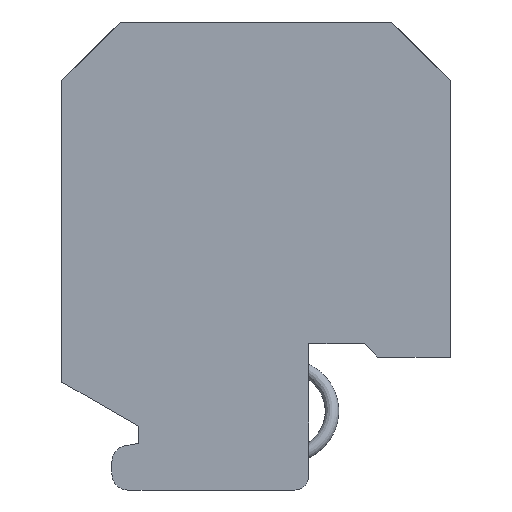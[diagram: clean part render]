
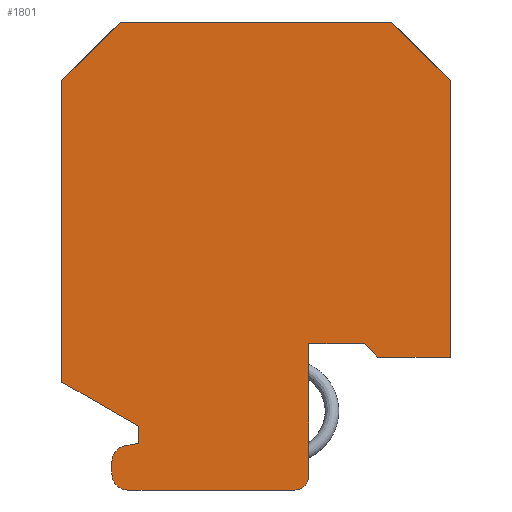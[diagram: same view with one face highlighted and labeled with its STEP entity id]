
A CAD part, left-side view. The second image highlights one B-rep face of the part: STEP entity #1801.
In plain terms, the highlighted planar face has unit normal (-1, 0, 0).
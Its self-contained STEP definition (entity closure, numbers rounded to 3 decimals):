
#34=CIRCLE('',#1878,1.5);
#35=CIRCLE('',#1881,1.5);
#37=CIRCLE('',#1891,1.3);
#336=ORIENTED_EDGE('',*,*,#546,.T.);
#337=ORIENTED_EDGE('',*,*,#556,.F.);
#338=ORIENTED_EDGE('',*,*,#559,.T.);
#339=ORIENTED_EDGE('',*,*,#561,.T.);
#340=ORIENTED_EDGE('',*,*,#563,.T.);
#341=ORIENTED_EDGE('',*,*,#565,.T.);
#342=ORIENTED_EDGE('',*,*,#567,.T.);
#343=ORIENTED_EDGE('',*,*,#568,.T.);
#344=ORIENTED_EDGE('',*,*,#570,.F.);
#345=ORIENTED_EDGE('',*,*,#586,.T.);
#346=ORIENTED_EDGE('',*,*,#588,.T.);
#347=ORIENTED_EDGE('',*,*,#589,.T.);
#348=ORIENTED_EDGE('',*,*,#574,.T.);
#349=ORIENTED_EDGE('',*,*,#576,.T.);
#350=ORIENTED_EDGE('',*,*,#577,.F.);
#351=ORIENTED_EDGE('',*,*,#552,.T.);
#352=ORIENTED_EDGE('',*,*,#551,.F.);
#546=EDGE_CURVE('',#704,#703,#838,.T.);
#551=EDGE_CURVE('',#704,#707,#841,.T.);
#552=EDGE_CURVE('',#708,#707,#842,.T.);
#556=EDGE_CURVE('',#709,#703,#846,.T.);
#559=EDGE_CURVE('',#709,#710,#849,.T.);
#561=EDGE_CURVE('',#710,#711,#851,.T.);
#563=EDGE_CURVE('',#711,#712,#853,.T.);
#565=EDGE_CURVE('',#712,#713,#34,.F.);
#567=EDGE_CURVE('',#713,#714,#856,.T.);
#568=EDGE_CURVE('',#714,#715,#35,.F.);
#570=EDGE_CURVE('',#716,#715,#858,.T.);
#574=EDGE_CURVE('',#717,#718,#862,.T.);
#576=EDGE_CURVE('',#718,#719,#864,.T.);
#577=EDGE_CURVE('',#708,#719,#865,.T.);
#586=EDGE_CURVE('',#716,#723,#37,.F.);
#588=EDGE_CURVE('',#723,#724,#874,.T.);
#589=EDGE_CURVE('',#724,#717,#875,.T.);
#703=VERTEX_POINT('',#2834);
#704=VERTEX_POINT('',#2836);
#707=VERTEX_POINT('',#2844);
#708=VERTEX_POINT('',#2848);
#709=VERTEX_POINT('',#2855);
#710=VERTEX_POINT('',#2859);
#711=VERTEX_POINT('',#2863);
#712=VERTEX_POINT('',#2867);
#713=VERTEX_POINT('',#2871);
#714=VERTEX_POINT('',#2875);
#715=VERTEX_POINT('',#2879);
#716=VERTEX_POINT('',#2883);
#717=VERTEX_POINT('',#2887);
#718=VERTEX_POINT('',#2889);
#719=VERTEX_POINT('',#2893);
#723=VERTEX_POINT('',#2913);
#724=VERTEX_POINT('',#2917);
#838=LINE('',#2835,#999);
#841=LINE('',#2845,#1002);
#842=LINE('',#2847,#1003);
#846=LINE('',#2854,#1007);
#849=LINE('',#2860,#1010);
#851=LINE('',#2864,#1012);
#853=LINE('',#2868,#1014);
#856=LINE('',#2876,#1017);
#858=LINE('',#2882,#1019);
#862=LINE('',#2890,#1023);
#864=LINE('',#2894,#1025);
#865=LINE('',#2896,#1026);
#874=LINE('',#2916,#1035);
#875=LINE('',#2918,#1036);
#999=VECTOR('',#2101,1000.);
#1002=VECTOR('',#2110,1000.);
#1003=VECTOR('',#2113,1000.);
#1007=VECTOR('',#2121,1000.);
#1010=VECTOR('',#2126,1000.);
#1012=VECTOR('',#2130,1000.);
#1014=VECTOR('',#2134,1000.);
#1017=VECTOR('',#2143,1000.);
#1019=VECTOR('',#2151,1000.);
#1023=VECTOR('',#2157,1000.);
#1025=VECTOR('',#2161,1000.);
#1026=VECTOR('',#2164,1000.);
#1035=VECTOR('',#2187,1000.);
#1036=VECTOR('',#2188,1000.);
#1111=EDGE_LOOP('',(#336,#337,#338,#339,#340,#341,#342,#343,#344,#345,#346,
#347,#348,#349,#350,#351,#352));
#1186=FACE_BOUND('',#1111,.T.);
#1249=PLANE('',#1892);
#1801=ADVANCED_FACE('',(#1186),#1249,.F.);
#1878=AXIS2_PLACEMENT_3D('',#2872,#2138,#2139);
#1881=AXIS2_PLACEMENT_3D('',#2878,#2146,#2147);
#1891=AXIS2_PLACEMENT_3D('',#2912,#2182,#2183);
#1892=AXIS2_PLACEMENT_3D('',#2915,#2185,#2186);
#2101=DIRECTION('',(0.,0.707,-0.707));
#2110=DIRECTION('',(0.,-1.,0.));
#2113=DIRECTION('',(0.,0.707,0.707));
#2121=DIRECTION('',(0.,0.,1.));
#2126=DIRECTION('',(0.,-0.866,-0.5));
#2130=DIRECTION('',(0.,0.,-1.));
#2134=DIRECTION('',(0.,0.981,-0.194));
#2138=DIRECTION('',(1.,0.,0.));
#2139=DIRECTION('',(0.,1.,0.));
#2143=DIRECTION('',(0.,0.,-1.));
#2146=DIRECTION('',(1.,0.,0.));
#2147=DIRECTION('',(0.,1.,0.));
#2151=DIRECTION('',(0.,1.,0.));
#2157=DIRECTION('',(0.,-0.707,-0.707));
#2161=DIRECTION('',(0.,-1.,0.));
#2164=DIRECTION('',(0.,0.,-1.));
#2182=DIRECTION('',(1.,0.,0.));
#2183=DIRECTION('',(0.,1.,0.));
#2185=DIRECTION('',(1.,0.,0.));
#2186=DIRECTION('',(0.,1.,0.));
#2187=DIRECTION('',(0.,0.,1.));
#2188=DIRECTION('',(0.,-1.,0.));
#2834=CARTESIAN_POINT('',(-3.,18.25,16.504));
#2835=CARTESIAN_POINT('',(-3.,15.502,19.25));
#2836=CARTESIAN_POINT('',(-3.,12.749,22.));
#2844=CARTESIAN_POINT('',(-3.,-12.749,22.));
#2845=CARTESIAN_POINT('',(-3.,18.25,22.));
#2847=CARTESIAN_POINT('',(-3.,2.765,37.5));
#2848=CARTESIAN_POINT('',(-3.,-18.25,16.504));
#2854=CARTESIAN_POINT('',(-3.,18.25,-22.));
#2855=CARTESIAN_POINT('',(-3.,18.25,-11.85));
#2859=CARTESIAN_POINT('',(-3.,11.058,-16.002));
#2860=CARTESIAN_POINT('',(-3.,32.907,-3.387));
#2863=CARTESIAN_POINT('',(-3.,11.058,-17.602));
#2864=CARTESIAN_POINT('',(-3.,11.058,22.));
#2867=CARTESIAN_POINT('',(-3.,12.333,-17.854));
#2868=CARTESIAN_POINT('',(-3.,10.447,-17.482));
#2871=CARTESIAN_POINT('',(-3.,13.542,-19.326));
#2872=CARTESIAN_POINT('',(-3.,12.042,-19.326));
#2875=CARTESIAN_POINT('',(-3.,13.542,-20.5));
#2876=CARTESIAN_POINT('',(-3.,13.542,22.));
#2878=CARTESIAN_POINT('',(-3.,12.042,-20.5));
#2879=CARTESIAN_POINT('',(-3.,12.042,-22.));
#2882=CARTESIAN_POINT('',(-3.,-18.25,-22.));
#2883=CARTESIAN_POINT('',(-3.,-3.658,-22.));
#2887=CARTESIAN_POINT('',(-3.,-10.208,-8.249));
#2889=CARTESIAN_POINT('',(-3.,-11.458,-9.499));
#2890=CARTESIAN_POINT('',(-3.,19.146,21.104));
#2893=CARTESIAN_POINT('',(-3.,-18.25,-9.499));
#2894=CARTESIAN_POINT('',(-3.,18.25,-9.499));
#2896=CARTESIAN_POINT('',(-3.,-18.25,22.));
#2912=CARTESIAN_POINT('',(-3.,-3.658,-20.7));
#2913=CARTESIAN_POINT('',(-3.,-4.958,-20.7));
#2915=CARTESIAN_POINT('',(-3.,18.25,22.));
#2916=CARTESIAN_POINT('',(-3.,-4.958,22.));
#2917=CARTESIAN_POINT('',(-3.,-4.958,-8.249));
#2918=CARTESIAN_POINT('',(-3.,18.25,-8.249));
